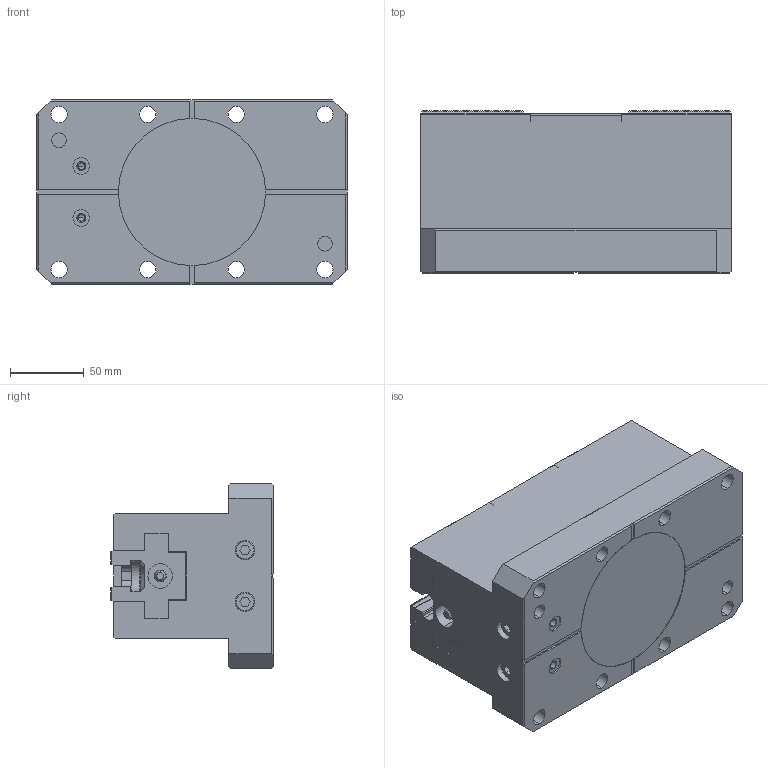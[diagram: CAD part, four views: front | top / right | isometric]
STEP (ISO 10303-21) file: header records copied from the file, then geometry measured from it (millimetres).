
FILE_DESCRIPTION (( 'STEP AP214' ), '1' );
FILE_NAME ('CVH08.STEP', '2011-11-21T08:04:56', ( ' ' ), ( '' ), 'SwSTEP 2.0', 'SolidWorks 2008', '' );
FILE_SCHEMA (( 'AUTOMOTIVE_DESIGN' ));
Length unit declared in the file: millimetre
Products named in the file (4): CVH08-2_蹬怮椔; GM-1-4-19_蹬怮椔; CVH08-1_蹬怮椔; CVH08
Assembly tree (5 placements, depth 2):
  CVH08
    CVH08-1_蹬怮椔  x2
    GM-1-4-19_蹬怮椔  x2
    CVH08-2_蹬怮椔
Bounding box: 210 x 109.85 x 125 mm (x, y, z)
Volume: 2066808.2 mm3; surface area: 201665.6 mm2
Topology: 5 solids, 5 shells, 1055 faces, 3031 edges, 1998 vertices
Faces by surface type: plane 746, cylinder 263, torus 24, cone 22
Entity records: 19546 total; most frequent: CARTESIAN_POINT 4185, ORIENTED_EDGE 3420, DIRECTION 2885, EDGE_CURVE 1710, LINE 1349, VECTOR 1349, VERTEX_POINT 1124, AXIS2_PLACEMENT_3D 768
